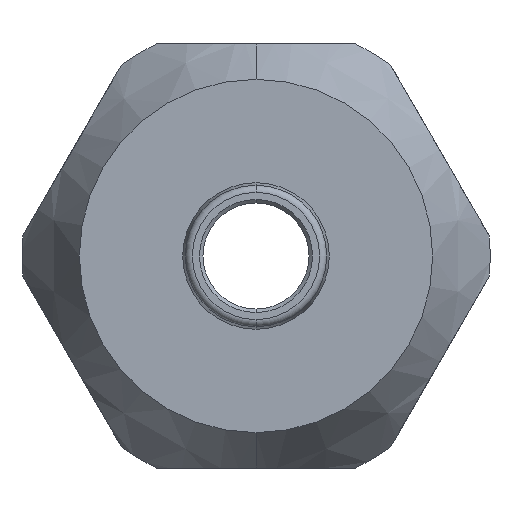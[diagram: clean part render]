
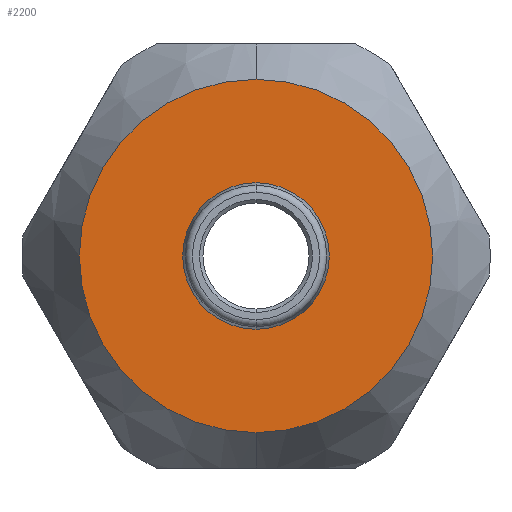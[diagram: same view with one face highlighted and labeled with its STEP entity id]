
A CAD part, front view. The second image highlights one B-rep face of the part: STEP entity #2200.
In plain terms, the highlighted planar face has unit normal (0, -1, 0).
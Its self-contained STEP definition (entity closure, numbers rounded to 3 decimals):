
#28 = VERTEX_POINT ( 'NONE', #2505 ) ;
#31 = EDGE_LOOP ( 'NONE', ( #935, #883 ) ) ;
#100 = VERTEX_POINT ( 'NONE', #387 ) ;
#147 = VERTEX_POINT ( 'NONE', #394 ) ;
#163 = VERTEX_POINT ( 'NONE', #391 ) ;
#198 = EDGE_LOOP ( 'NONE', ( #887, #917 ) ) ;
#220 = AXIS2_PLACEMENT_3D ( 'NONE', #1643, #1723, #1779 ) ;
#252 = AXIS2_PLACEMENT_3D ( 'NONE', #610, #611, #612 ) ;
#253 = CIRCLE ( 'NONE', #252, 2.075 ) ;
#264 = CIRCLE ( 'NONE', #285, 5. ) ;
#274 = CIRCLE ( 'NONE', #220, 5. ) ;
#285 = AXIS2_PLACEMENT_3D ( 'NONE', #1636, #1672, #1729 ) ;
#387 = CARTESIAN_POINT ( 'NONE',  ( 0., -15., 5. ) ) ;
#391 = CARTESIAN_POINT ( 'NONE',  ( 0., -15., 2.075 ) ) ;
#394 = CARTESIAN_POINT ( 'NONE',  ( 0., -15., -2.075 ) ) ;
#610 = CARTESIAN_POINT ( 'NONE',  ( 0., -15., 0. ) ) ;
#611 = DIRECTION ( 'NONE',  ( 0., 1., 0. ) ) ;
#612 = DIRECTION ( 'NONE',  ( 0., 0., -1. ) ) ;
#656 = AXIS2_PLACEMENT_3D ( 'NONE', #982, #983, #984 ) ;
#683 = CIRCLE ( 'NONE', #703, 2.075 ) ;
#703 = AXIS2_PLACEMENT_3D ( 'NONE', #1362, #1363, #1364 ) ;
#883 = ORIENTED_EDGE ( 'NONE', *, *, #1991, .T. ) ;
#887 = ORIENTED_EDGE ( 'NONE', *, *, #2043, .F. ) ;
#917 = ORIENTED_EDGE ( 'NONE', *, *, #1997, .F. ) ;
#935 = ORIENTED_EDGE ( 'NONE', *, *, #2176, .T. ) ;
#981 = PLANE ( 'NONE',  #656 ) ;
#982 = CARTESIAN_POINT ( 'NONE',  ( 1.5, -15., 0. ) ) ;
#983 = DIRECTION ( 'NONE',  ( 0., -1., 0. ) ) ;
#984 = DIRECTION ( 'NONE',  ( 0., 0., -1. ) ) ;
#1362 = CARTESIAN_POINT ( 'NONE',  ( 0., -15., 0. ) ) ;
#1363 = DIRECTION ( 'NONE',  ( 0., 1., 0. ) ) ;
#1364 = DIRECTION ( 'NONE',  ( 0., 0., -1. ) ) ;
#1636 = CARTESIAN_POINT ( 'NONE',  ( 0., -15., 0. ) ) ;
#1643 = CARTESIAN_POINT ( 'NONE',  ( 0., -15., 0. ) ) ;
#1672 = DIRECTION ( 'NONE',  ( 0., 1., 0. ) ) ;
#1723 = DIRECTION ( 'NONE',  ( 0., 1., 0. ) ) ;
#1729 = DIRECTION ( 'NONE',  ( 0., 0., 1. ) ) ;
#1779 = DIRECTION ( 'NONE',  ( 0., 0., 1. ) ) ;
#1991 = EDGE_CURVE ( 'NONE', #163, #147, #253, .T. ) ;
#1997 = EDGE_CURVE ( 'NONE', #28, #100, #264, .T. ) ;
#2043 = EDGE_CURVE ( 'NONE', #100, #28, #274, .T. ) ;
#2176 = EDGE_CURVE ( 'NONE', #147, #163, #683, .T. ) ;
#2200 = ADVANCED_FACE ( 'NONE', ( #2559, #2549 ), #981, .T. ) ;
#2505 = CARTESIAN_POINT ( 'NONE',  ( 0., -15., -5. ) ) ;
#2549 = FACE_BOUND ( 'NONE', #31, .T. ) ;
#2559 = FACE_OUTER_BOUND ( 'NONE', #198, .T. ) ;
